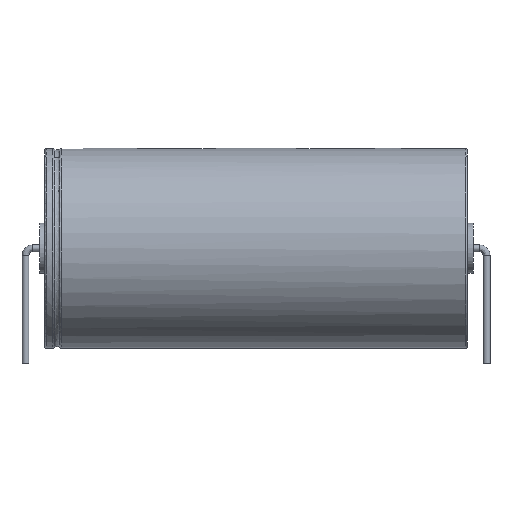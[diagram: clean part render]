
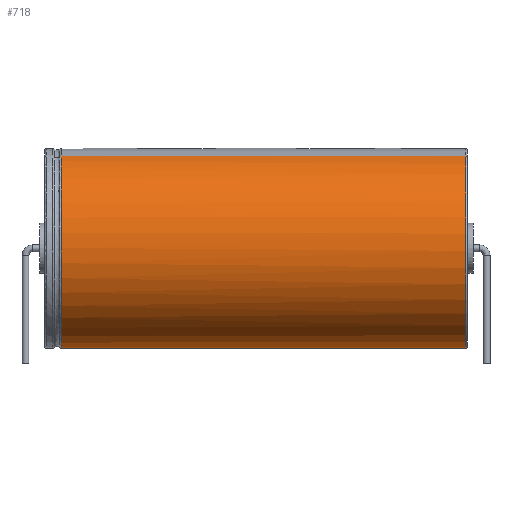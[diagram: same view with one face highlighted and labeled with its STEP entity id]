
A CAD part, front view. The second image highlights one B-rep face of the part: STEP entity #718.
In plain terms, the highlighted cylindrical face has radius 13 mm (diameter 26 mm), a partial arc.
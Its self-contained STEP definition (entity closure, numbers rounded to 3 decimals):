
#168=DIRECTION('',(-1.,0.,0.));
#182=DIRECTION('',(0.,0.383,0.924));
#285=VECTOR('',#286,1.);
#286=DIRECTION('',(1.,0.,0.));
#587=VERTEX_POINT('',#588);
#588=CARTESIAN_POINT('',(-25.365,4.975,25.01));
#596=ORIENTED_EDGE('',*,*,#597,.T.);
#597=EDGE_CURVE('',#587,#598,#600,.T.);
#598=VERTEX_POINT('',#599);
#599=CARTESIAN_POINT('',(-25.365,-4.975,25.01));
#600=B_SPLINE_CURVE_WITH_KNOTS('',12,(#601,#602,#603,#604,#605,#606,#607,#608,#609,#610,#611,#612,#613,#614,#615,#616,#617,#618,#619,#620,#621,#622,#623,#624,#625,#626,#627,#628,#629,#630,#631,#632,#633,#634,#635),.UNSPECIFIED.,.F.,.F.,(13,11,11,13),(-3.045,0.,71.471,74.516),.UNSPECIFIED.);
#601=CARTESIAN_POINT('',(-25.365,2.161,26.176));
#602=CARTESIAN_POINT('',(-25.365,2.398,26.078));
#603=CARTESIAN_POINT('',(-25.365,2.633,25.98));
#604=CARTESIAN_POINT('',(-25.365,2.869,25.883));
#605=CARTESIAN_POINT('',(-25.365,3.104,25.785));
#606=CARTESIAN_POINT('',(-25.365,3.339,25.688));
#607=CARTESIAN_POINT('',(-25.365,3.574,25.591));
#608=CARTESIAN_POINT('',(-25.365,3.808,25.494));
#609=CARTESIAN_POINT('',(-25.365,4.042,25.397));
#610=CARTESIAN_POINT('',(-25.365,4.276,25.3));
#611=CARTESIAN_POINT('',(-25.365,4.509,25.203));
#612=CARTESIAN_POINT('',(-25.365,4.742,25.107));
#613=CARTESIAN_POINT('',(-25.365,10.439,22.747));
#614=CARTESIAN_POINT('',(-25.365,14.864,17.736));
#615=CARTESIAN_POINT('',(-25.365,16.616,10.502));
#616=CARTESIAN_POINT('',(-25.365,14.336,2.745));
#617=CARTESIAN_POINT('',(-25.365,8.646,-3.03));
#618=CARTESIAN_POINT('',(-25.365,0.,-5.925));
#619=CARTESIAN_POINT('',(-25.365,-8.646,-3.03));
#620=CARTESIAN_POINT('',(-25.365,-14.336,2.745));
#621=CARTESIAN_POINT('',(-25.365,-16.616,10.502));
#622=CARTESIAN_POINT('',(-25.365,-14.864,17.736));
#623=CARTESIAN_POINT('',(-25.365,-10.439,22.747));
#624=CARTESIAN_POINT('',(-25.365,-4.742,25.107));
#625=CARTESIAN_POINT('',(-25.365,-4.509,25.203));
#626=CARTESIAN_POINT('',(-25.365,-4.276,25.3));
#627=CARTESIAN_POINT('',(-25.365,-4.042,25.397));
#628=CARTESIAN_POINT('',(-25.365,-3.808,25.494));
#629=CARTESIAN_POINT('',(-25.365,-3.574,25.591));
#630=CARTESIAN_POINT('',(-25.365,-3.339,25.688));
#631=CARTESIAN_POINT('',(-25.365,-3.104,25.785));
#632=CARTESIAN_POINT('',(-25.365,-2.869,25.883));
#633=CARTESIAN_POINT('',(-25.365,-2.633,25.98));
#634=CARTESIAN_POINT('',(-25.365,-2.398,26.078));
#635=CARTESIAN_POINT('',(-25.365,-2.161,26.176));
#718=ADVANCED_FACE('',(#719),#738,.T.);
#719=FACE_BOUND('',#720,.F.);
#720=EDGE_LOOP('',(#721,#596,#727,#733));
#721=ORIENTED_EDGE('',*,*,#722,.F.);
#722=EDGE_CURVE('',#587,#723,#725,.T.);
#723=VERTEX_POINT('',#724);
#724=CARTESIAN_POINT('',(27.3,4.975,25.01));
#725=LINE('',#726,#285);
#726=CARTESIAN_POINT('',(-25.5,4.975,25.01));
#727=ORIENTED_EDGE('',*,*,#728,.T.);
#728=EDGE_CURVE('',#598,#729,#731,.T.);
#729=VERTEX_POINT('',#730);
#730=CARTESIAN_POINT('',(27.3,-4.975,25.01));
#731=LINE('',#732,#285);
#732=CARTESIAN_POINT('',(-25.5,-4.975,25.01));
#733=ORIENTED_EDGE('',*,*,#734,.F.);
#734=EDGE_CURVE('',#723,#729,#735,.T.);
#735=CIRCLE('',#736,13.);
#736=AXIS2_PLACEMENT_3D('',#737,#168,#182);
#737=CARTESIAN_POINT('',(27.3,0.,13.));
#738=CYLINDRICAL_SURFACE('',#739,13.);
#739=AXIS2_PLACEMENT_3D('',#740,#286,#182);
#740=CARTESIAN_POINT('',(-25.5,0.,13.));
